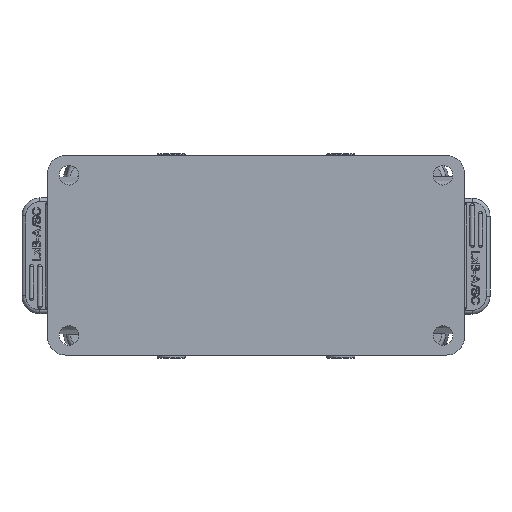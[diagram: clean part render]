
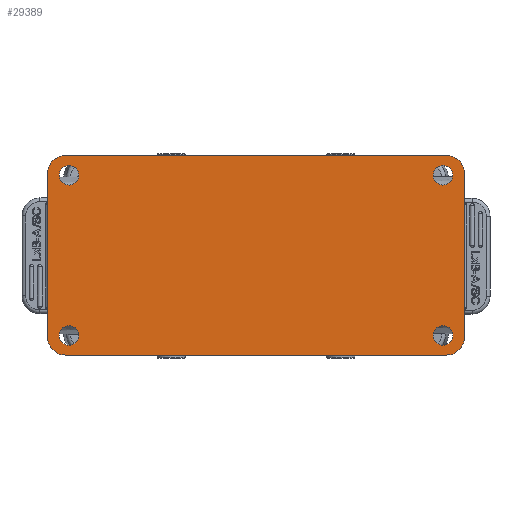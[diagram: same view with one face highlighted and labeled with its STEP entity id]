
A CAD part, front view. The second image highlights one B-rep face of the part: STEP entity #29389.
In plain terms, the highlighted planar face has unit normal (0, -1, 0).
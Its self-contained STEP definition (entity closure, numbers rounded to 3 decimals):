
#2907=DIRECTION('',(0.,0.,1.));
#2908=VECTOR('',#2907,46.);
#2909=CARTESIAN_POINT('',(118.,0.,
-22.82));
#2910=LINE('',#2909,#2908);
#2929=DIRECTION('',(-1.,0.,0.));
#2930=VECTOR('',#2929,107.);
#2931=CARTESIAN_POINT('',(113.,0.,
28.18));
#2932=LINE('',#2931,#2930);
#3206=CARTESIAN_POINT('',(113.,0.,
-22.82));
#3207=DIRECTION('',(0.,1.,0.));
#3208=DIRECTION('',(1.,0.,0.));
#3209=AXIS2_PLACEMENT_3D('',#3206,#3207,#3208);
#3211=DIRECTION('',(-1.,0.,0.));
#3212=VECTOR('',#3211,107.);
#3213=CARTESIAN_POINT('',(113.,0.,
-27.82));
#3214=LINE('',#3213,#3212);
#3215=CARTESIAN_POINT('',(6.,0.,
-22.82));
#3216=DIRECTION('',(0.,1.,0.));
#3217=DIRECTION('',(0.,0.,-1.));
#3218=AXIS2_PLACEMENT_3D('',#3215,#3216,#3217);
#3220=CARTESIAN_POINT('',(6.,0.,
23.18));
#3221=DIRECTION('',(0.,1.,0.));
#3222=DIRECTION('',(-1.,0.,0.));
#3223=AXIS2_PLACEMENT_3D('',#3220,#3221,#3222);
#3225=CARTESIAN_POINT('',(113.,0.,
23.18));
#3226=DIRECTION('',(0.,1.,0.));
#3227=DIRECTION('',(0.,0.,1.));
#3228=AXIS2_PLACEMENT_3D('',#3225,#3226,#3227);
#3230=CARTESIAN_POINT('',(7.,0.,
22.68));
#3231=DIRECTION('',(0.,-1.,0.));
#3232=DIRECTION('',(0.,0.,1.));
#3233=AXIS2_PLACEMENT_3D('',#3230,#3231,#3232);
#3235=CARTESIAN_POINT('',(7.,0.,
22.68));
#3236=DIRECTION('',(0.,-1.,0.));
#3237=DIRECTION('',(0.,0.,-1.));
#3238=AXIS2_PLACEMENT_3D('',#3235,#3236,#3237);
#3240=CARTESIAN_POINT('',(7.,0.,
-22.32));
#3241=DIRECTION('',(0.,-1.,0.));
#3242=DIRECTION('',(0.,0.,1.));
#3243=AXIS2_PLACEMENT_3D('',#3240,#3241,#3242);
#3245=CARTESIAN_POINT('',(7.,0.,
-22.32));
#3246=DIRECTION('',(0.,-1.,0.));
#3247=DIRECTION('',(0.,0.,-1.));
#3248=AXIS2_PLACEMENT_3D('',#3245,#3246,#3247);
#3250=CARTESIAN_POINT('',(112.,0.,
-22.32));
#3251=DIRECTION('',(0.,-1.,0.));
#3252=DIRECTION('',(0.,0.,1.));
#3253=AXIS2_PLACEMENT_3D('',#3250,#3251,#3252);
#3255=CARTESIAN_POINT('',(112.,0.,
-22.32));
#3256=DIRECTION('',(0.,-1.,0.));
#3257=DIRECTION('',(0.,0.,-1.));
#3258=AXIS2_PLACEMENT_3D('',#3255,#3256,#3257);
#3260=CARTESIAN_POINT('',(112.,0.,
22.68));
#3261=DIRECTION('',(0.,-1.,0.));
#3262=DIRECTION('',(0.,0.,1.));
#3263=AXIS2_PLACEMENT_3D('',#3260,#3261,#3262);
#3265=CARTESIAN_POINT('',(112.,0.,
22.68));
#3266=DIRECTION('',(0.,-1.,0.));
#3267=DIRECTION('',(0.,0.,-1.));
#3268=AXIS2_PLACEMENT_3D('',#3265,#3266,#3267);
#5872=DIRECTION('',(0.,0.,-1.));
#5873=VECTOR('',#5872,46.);
#5874=CARTESIAN_POINT('',(1.,0.,
23.18));
#5875=LINE('',#5874,#5873);
#20910=CARTESIAN_POINT('',(118.,0.,
23.18));
#20912=VERTEX_POINT('',#20910);
#20935=CARTESIAN_POINT('',(118.,0.,
-22.82));
#20936=VERTEX_POINT('',#20935);
#20941=CARTESIAN_POINT('',(113.,0.,
28.18));
#20943=VERTEX_POINT('',#20941);
#20947=CARTESIAN_POINT('',(6.,0.,
28.18));
#20948=VERTEX_POINT('',#20947);
#20983=CARTESIAN_POINT('',(112.,0.,
25.43));
#20984=CARTESIAN_POINT('',(112.,0.,
19.93));
#20985=VERTEX_POINT('',#20983);
#20986=VERTEX_POINT('',#20984);
#20987=CARTESIAN_POINT('',(113.,0.,
-27.82));
#20988=VERTEX_POINT('',#20987);
#20989=CARTESIAN_POINT('',(6.,0.,
-27.82));
#20990=VERTEX_POINT('',#20989);
#20991=CARTESIAN_POINT('',(1.,0.,
-22.82));
#20992=VERTEX_POINT('',#20991);
#20993=CARTESIAN_POINT('',(1.,0.,
23.18));
#20994=VERTEX_POINT('',#20993);
#20995=CARTESIAN_POINT('',(7.,0.,
25.43));
#20996=CARTESIAN_POINT('',(7.,0.,
19.93));
#20997=VERTEX_POINT('',#20995);
#20998=VERTEX_POINT('',#20996);
#20999=CARTESIAN_POINT('',(7.,0.,
-19.57));
#21000=CARTESIAN_POINT('',(7.,0.,
-25.07));
#21001=VERTEX_POINT('',#20999);
#21002=VERTEX_POINT('',#21000);
#21003=CARTESIAN_POINT('',(112.,0.,
-19.57));
#21004=CARTESIAN_POINT('',(112.,0.,
-25.07));
#21005=VERTEX_POINT('',#21003);
#21006=VERTEX_POINT('',#21004);
#29346=CARTESIAN_POINT('',(59.5,0.,
0.18));
#29347=DIRECTION('',(0.,1.,0.));
#29348=DIRECTION('',(0.,0.,1.));
#29349=AXIS2_PLACEMENT_3D('',#29346,#29347,#29348);
#29350=PLANE('',#29349);
#29351=ORIENTED_EDGE('',*,*,#28468,.F.);
#29353=ORIENTED_EDGE('',*,*,#29352,.T.);
#29355=ORIENTED_EDGE('',*,*,#29354,.T.);
#29357=ORIENTED_EDGE('',*,*,#29356,.T.);
#29359=ORIENTED_EDGE('',*,*,#29358,.F.);
#29361=ORIENTED_EDGE('',*,*,#29360,.T.);
#29362=ORIENTED_EDGE('',*,*,#28502,.F.);
#29363=ORIENTED_EDGE('',*,*,#28489,.T.);
#29364=EDGE_LOOP('',(#29351,#29353,#29355,#29357,#29359,#29361,#29362,#29363));
#29365=FACE_OUTER_BOUND('',#29364,.F.);
#29367=ORIENTED_EDGE('',*,*,#29366,.T.);
#29369=ORIENTED_EDGE('',*,*,#29368,.T.);
#29370=EDGE_LOOP('',(#29367,#29369));
#29371=FACE_BOUND('',#29370,.F.);
#29373=ORIENTED_EDGE('',*,*,#29372,.T.);
#29375=ORIENTED_EDGE('',*,*,#29374,.T.);
#29376=EDGE_LOOP('',(#29373,#29375));
#29377=FACE_BOUND('',#29376,.F.);
#29379=ORIENTED_EDGE('',*,*,#29378,.T.);
#29381=ORIENTED_EDGE('',*,*,#29380,.T.);
#29382=EDGE_LOOP('',(#29379,#29381));
#29383=FACE_BOUND('',#29382,.F.);
#29384=ORIENTED_EDGE('',*,*,#29336,.T.);
#29386=ORIENTED_EDGE('',*,*,#29385,.T.);
#29387=EDGE_LOOP('',(#29384,#29386));
#29388=FACE_BOUND('',#29387,.F.);
#3210=CIRCLE('',#3209,5.);
#3219=CIRCLE('',#3218,5.);
#3224=CIRCLE('',#3223,5.);
#3229=CIRCLE('',#3228,5.);
#3234=CIRCLE('',#3233,2.75);
#3239=CIRCLE('',#3238,2.75);
#3244=CIRCLE('',#3243,2.75);
#3249=CIRCLE('',#3248,2.75);
#3254=CIRCLE('',#3253,2.75);
#3259=CIRCLE('',#3258,2.75);
#3264=CIRCLE('',#3263,2.75);
#3269=CIRCLE('',#3268,2.75);
#28468=EDGE_CURVE('',#20936,#20912,#2910,.T.);
#28489=EDGE_CURVE('',#20943,#20912,#3229,.T.);
#28502=EDGE_CURVE('',#20943,#20948,#2932,.T.);
#29336=EDGE_CURVE('',#20985,#20986,#3264,.T.);
#29352=EDGE_CURVE('',#20936,#20988,#3210,.T.);
#29354=EDGE_CURVE('',#20988,#20990,#3214,.T.);
#29356=EDGE_CURVE('',#20990,#20992,#3219,.T.);
#29358=EDGE_CURVE('',#20994,#20992,#5875,.T.);
#29360=EDGE_CURVE('',#20994,#20948,#3224,.T.);
#29366=EDGE_CURVE('',#20997,#20998,#3234,.T.);
#29368=EDGE_CURVE('',#20998,#20997,#3239,.T.);
#29372=EDGE_CURVE('',#21001,#21002,#3244,.T.);
#29374=EDGE_CURVE('',#21002,#21001,#3249,.T.);
#29378=EDGE_CURVE('',#21005,#21006,#3254,.T.);
#29380=EDGE_CURVE('',#21006,#21005,#3259,.T.);
#29385=EDGE_CURVE('',#20986,#20985,#3269,.T.);
#29389=ADVANCED_FACE('',(#29365,#29371,#29377,#29383,#29388),#29350,.F.);
